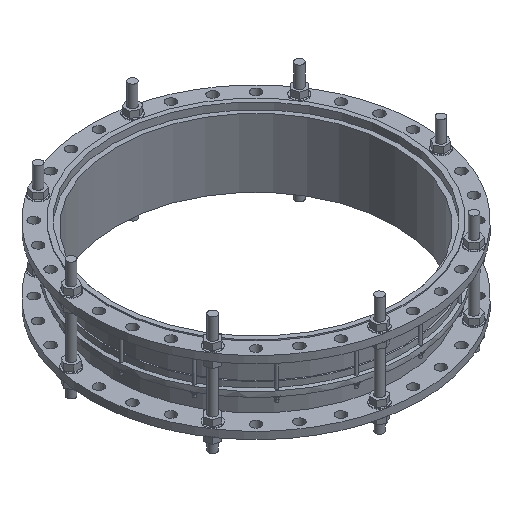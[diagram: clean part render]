
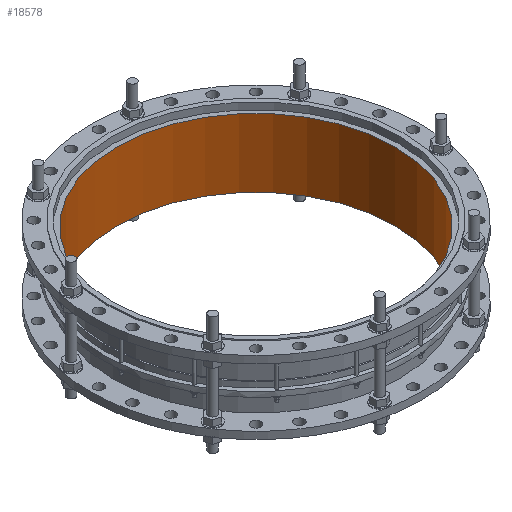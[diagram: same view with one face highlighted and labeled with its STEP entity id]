
A CAD part, isometric view. The second image highlights one B-rep face of the part: STEP entity #18578.
In plain terms, the highlighted cylindrical face has radius 610 mm (diameter 1220 mm), a full revolution.
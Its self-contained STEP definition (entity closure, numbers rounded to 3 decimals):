
#2617=FACE_OUTER_BOUND('',#3859,.T.);
#3859=EDGE_LOOP('',(#17105,#17106,#17107,#17108,#17109,#17110));
#5414=LINE('',#35247,#6872);
#6872=VECTOR('',#25158,610.);
#6918=CIRCLE('',#18703,610.);
#6919=CIRCLE('',#18704,610.);
#7670=CIRCLE('',#20316,610.);
#7671=CIRCLE('',#20317,610.);
#7764=VERTEX_POINT('',#25526);
#7765=VERTEX_POINT('',#25527);
#9474=VERTEX_POINT('',#35246);
#9475=VERTEX_POINT('',#35248);
#9572=EDGE_CURVE('',#7764,#7765,#6918,.T.);
#9573=EDGE_CURVE('',#7765,#7764,#6919,.T.);
#12058=EDGE_CURVE('',#7765,#9474,#5414,.T.);
#12059=EDGE_CURVE('',#9475,#9474,#7670,.T.);
#12060=EDGE_CURVE('',#9474,#9475,#7671,.T.);
#17105=ORIENTED_EDGE('',*,*,#9572,.F.);
#17106=ORIENTED_EDGE('',*,*,#9573,.F.);
#17107=ORIENTED_EDGE('',*,*,#12058,.T.);
#17108=ORIENTED_EDGE('',*,*,#12059,.F.);
#17109=ORIENTED_EDGE('',*,*,#12060,.F.);
#17110=ORIENTED_EDGE('',*,*,#12058,.F.);
#17622=CYLINDRICAL_SURFACE('',#20315,610.);
#18578=ADVANCED_FACE('',(#2617),#17622,.F.);
#18703=AXIS2_PLACEMENT_3D('',#25528,#20512,#20513);
#18704=AXIS2_PLACEMENT_3D('',#25529,#20514,#20515);
#20315=AXIS2_PLACEMENT_3D('',#35245,#25156,#25157);
#20316=AXIS2_PLACEMENT_3D('',#35249,#25159,#25160);
#20317=AXIS2_PLACEMENT_3D('',#35250,#25161,#25162);
#20512=DIRECTION('center_axis',(0.,0.,1.));
#20513=DIRECTION('ref_axis',(1.,0.,0.));
#20514=DIRECTION('center_axis',(0.,0.,1.));
#20515=DIRECTION('ref_axis',(1.,0.,0.));
#25156=DIRECTION('center_axis',(0.,0.,-1.));
#25157=DIRECTION('ref_axis',(0.,1.,0.));
#25158=DIRECTION('',(0.,0.,1.));
#25159=DIRECTION('center_axis',(0.,0.,-1.));
#25160=DIRECTION('ref_axis',(1.,0.,0.));
#25161=DIRECTION('center_axis',(0.,0.,-1.));
#25162=DIRECTION('ref_axis',(1.,0.,0.));
#25526=CARTESIAN_POINT('',(-610.,0.,-325.));
#25527=CARTESIAN_POINT('',(0.,-610.,-325.));
#25528=CARTESIAN_POINT('Origin',(0.,0.,-325.));
#25529=CARTESIAN_POINT('Origin',(0.,0.,-325.));
#35245=CARTESIAN_POINT('Origin',(0.,0.,-172.5));
#35246=CARTESIAN_POINT('',(0.,-610.,-25.));
#35247=CARTESIAN_POINT('',(0.,-610.,-172.5));
#35248=CARTESIAN_POINT('',(0.,610.,-25.));
#35249=CARTESIAN_POINT('Origin',(0.,0.,-25.));
#35250=CARTESIAN_POINT('Origin',(0.,0.,-25.));
